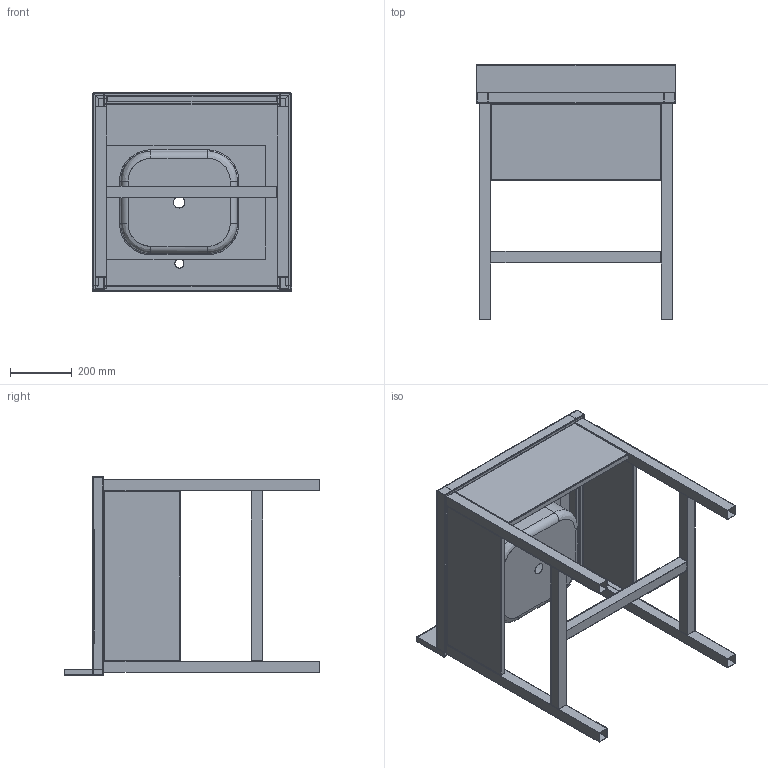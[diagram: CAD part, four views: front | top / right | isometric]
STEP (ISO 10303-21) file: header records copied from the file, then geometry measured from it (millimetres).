
FILE_DESCRIPTION(('FreeCAD Model'),'2;1');
FILE_NAME('Open CASCADE Shape Model','2025-04-29T03:17:38',('FreeCAD'),( 'FreeCAD'),'Open CASCADE STEP processor 7.6','FreeCAD','Unknown');
FILE_SCHEMA(('AUTOMOTIVE_DESIGN { 1 0 10303 214 1 1 1 1 }'));
Length unit declared in the file: millimetre
Products named in the file (1): Open CASCADE STEP translator 7.6 1
Bounding box: 646.9 x 827.26 x 644.6 mm (x, y, z)
Surface area: 4459901.1 mm2 (no closed solid volume)
Topology: 0 solids, 502 shells, 502 faces, 3415 edges, 3415 vertices
Faces by surface type: bspline 502
Entity records: 34019 total; most frequent: CARTESIAN_POINT 17599, ORIENTED_EDGE 3415, EDGE_CURVE 3415, VERTEX_POINT 3415, B_SPLINE_CURVE_WITH_KNOTS 3234, FACE_BOUND 524, EDGE_LOOP 524, SHELL_BASED_SURFACE_MODEL 502
